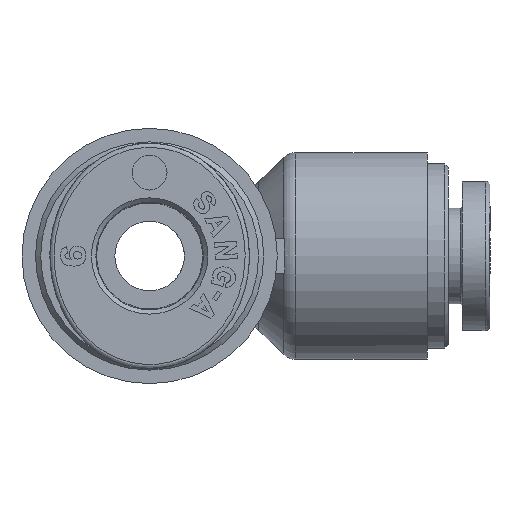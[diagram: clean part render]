
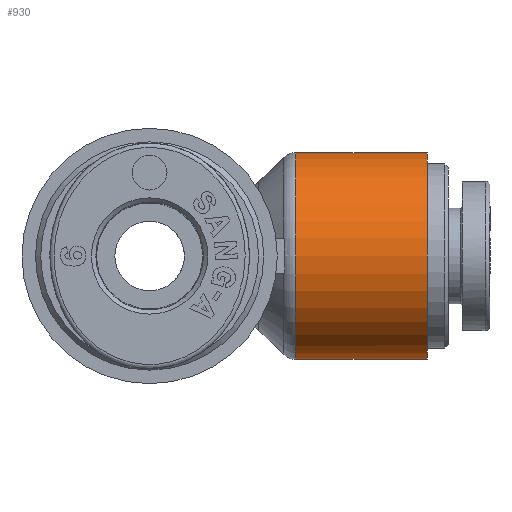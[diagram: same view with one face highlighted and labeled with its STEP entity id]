
A CAD part, left-side view. The second image highlights one B-rep face of the part: STEP entity #930.
In plain terms, the highlighted cylindrical face has radius 5.95 mm (diameter 11.9 mm), a full revolution.
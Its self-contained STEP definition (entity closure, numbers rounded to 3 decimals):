
#400=CARTESIAN_POINT('',(-5.95,-8.407,0.0));
#401=VERTEX_POINT('',#400);
#402=CARTESIAN_POINT('',(0.,-8.407,0.0));
#403=DIRECTION('',(0.0,1.0,0.0));
#404=DIRECTION('',(1.0,0.0,0.0));
#405=AXIS2_PLACEMENT_3D('',#402,#403,#404);
#406=CIRCLE('',#405,5.95);
#407=EDGE_CURVE('',#401,#401,#406,.T.);
#911=CARTESIAN_POINT('',(0.,-12.,0.0));
#912=DIRECTION('',(0.,1.0,0.0));
#913=DIRECTION('',(-1.0,0.0,0.0));
#914=AXIS2_PLACEMENT_3D('',#911,#912,#913);
#915=CYLINDRICAL_SURFACE('',#914,5.95);
#916=CARTESIAN_POINT('',(-5.95,-16.0,0.0));
#917=VERTEX_POINT('',#916);
#918=CARTESIAN_POINT('',(0.,-16.0,0.0));
#919=DIRECTION('',(0.0,1.0,0.0));
#920=DIRECTION('',(-1.0,0.0,0.0));
#921=AXIS2_PLACEMENT_3D('',#918,#919,#920);
#922=CIRCLE('',#921,5.95);
#923=EDGE_CURVE('',#917,#917,#922,.T.);
#924=ORIENTED_EDGE('',*,*,#923,.T.);
#925=EDGE_LOOP('',(#924));
#926=FACE_OUTER_BOUND('',#925,.T.);
#927=ORIENTED_EDGE('',*,*,#407,.F.);
#928=EDGE_LOOP('',(#927));
#929=FACE_BOUND('',#928,.T.);
#930=ADVANCED_FACE('',(#926,#929),#915,.T.);
